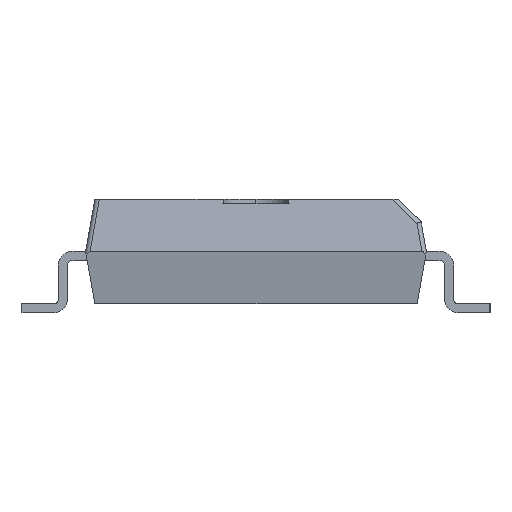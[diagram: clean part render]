
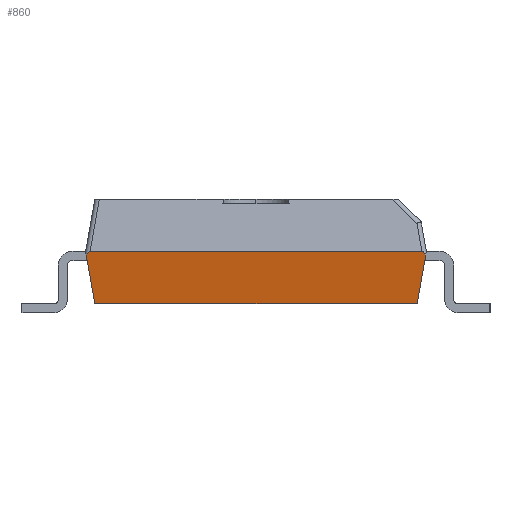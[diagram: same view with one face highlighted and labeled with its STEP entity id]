
A CAD part, left-side view. The second image highlights one B-rep face of the part: STEP entity #860.
In plain terms, the highlighted planar face has unit normal (-0.985, 0, -0.174).
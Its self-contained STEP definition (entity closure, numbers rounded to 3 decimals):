
#312 =( BOUNDED_CURVE ( )  B_SPLINE_CURVE ( 3, ( #19612, #21231, #8618, #1163 ),
 .UNSPECIFIED., .F., .F. ) 
 B_SPLINE_CURVE_WITH_KNOTS ( ( 4, 4 ),
 ( 3.204, 3.974 ),
 .UNSPECIFIED. ) 
 CURVE ( )  GEOMETRIC_REPRESENTATION_ITEM ( )  RATIONAL_B_SPLINE_CURVE ( ( 1., 0.951, 0.951, 1. ) ) 
 REPRESENTATION_ITEM ( '' )  );
#727 = EDGE_LOOP ( 'NONE', ( #2954, #11274, #18584, #11138, #11818, #18757 ) ) ;
#860 = ADVANCED_FACE ( 'NONE', ( #23222 ), #10608, .T. ) ;
#1036 = EDGE_CURVE ( 'NONE', #14827, #13008, #312, .T. ) ;
#1163 = CARTESIAN_POINT ( 'NONE',  ( -6.386, 3.736, -0.081 ) ) ;
#1271 = LINE ( 'NONE', #23801, #8396 ) ;
#1504 = VECTOR ( 'NONE', #13438, 1000. ) ;
#1967 = LINE ( 'NONE', #15135, #1504 ) ;
#2954 = ORIENTED_EDGE ( 'NONE', *, *, #4946, .T. ) ;
#3180 = CARTESIAN_POINT ( 'NONE',  ( -6.4, -3.652, 0. ) ) ;
#3441 = VERTEX_POINT ( 'NONE', #6390 ) ;
#3564 = CARTESIAN_POINT ( 'NONE',  ( -6.4, -3.652, 0. ) ) ;
#4946 = EDGE_CURVE ( 'NONE', #15768, #3441, #1271, .T. ) ;
#5777 = CARTESIAN_POINT ( 'NONE',  ( -6.4, 3.652, 0. ) ) ;
#5966 = EDGE_CURVE ( 'NONE', #3441, #17990, #9376, .T. ) ;
#6390 = CARTESIAN_POINT ( 'NONE',  ( -6.386, -3.736, -0.081 ) ) ;
#6513 = DIRECTION ( 'NONE',  ( -0.171, -0.171, 0.97 ) ) ;
#6654 = EDGE_CURVE ( 'NONE', #14827, #17990, #1967, .T. ) ;
#6840 = CARTESIAN_POINT ( 'NONE',  ( -6.197, -3.547, -1.15 ) ) ;
#7900 = LINE ( 'NONE', #17039, #20846 ) ;
#8396 = VECTOR ( 'NONE', #6513, 1000. ) ;
#8618 = CARTESIAN_POINT ( 'NONE',  ( -6.395, 3.708, -0.028 ) ) ;
#9376 =( BOUNDED_CURVE ( )  B_SPLINE_CURVE ( 3, ( #16570, #14746, #16201, #3180 ),
 .UNSPECIFIED., .F., .F. ) 
 B_SPLINE_CURVE_WITH_KNOTS ( ( 4, 4 ),
 ( 2.309, 3.079 ),
 .UNSPECIFIED. ) 
 CURVE ( )  GEOMETRIC_REPRESENTATION_ITEM ( )  RATIONAL_B_SPLINE_CURVE ( ( 1., 0.951, 0.951, 1. ) ) 
 REPRESENTATION_ITEM ( '' )  );
#9617 = DIRECTION ( 'NONE',  ( -0.171, 0.171, 0.97 ) ) ;
#10238 = DIRECTION ( 'NONE',  ( 0., -1., 0. ) ) ;
#10608 = PLANE ( 'NONE',  #18453 ) ;
#11138 = ORIENTED_EDGE ( 'NONE', *, *, #1036, .T. ) ;
#11274 = ORIENTED_EDGE ( 'NONE', *, *, #5966, .T. ) ;
#11818 = ORIENTED_EDGE ( 'NONE', *, *, #21274, .F. ) ;
#11854 = CARTESIAN_POINT ( 'NONE',  ( -6.197, 3.547, -1.15 ) ) ;
#12440 = CARTESIAN_POINT ( 'NONE',  ( -6.197, 0., -1.15 ) ) ;
#12623 = EDGE_CURVE ( 'NONE', #17044, #15768, #18015, .T. ) ;
#13008 = VERTEX_POINT ( 'NONE', #15493 ) ;
#13438 = DIRECTION ( 'NONE',  ( 0., -1., 0. ) ) ;
#14746 = CARTESIAN_POINT ( 'NONE',  ( -6.395, -3.708, -0.028 ) ) ;
#14827 = VERTEX_POINT ( 'NONE', #5777 ) ;
#15135 = CARTESIAN_POINT ( 'NONE',  ( -6.4, 3.75, 0. ) ) ;
#15493 = CARTESIAN_POINT ( 'NONE',  ( -6.386, 3.736, -0.081 ) ) ;
#15586 = DIRECTION ( 'NONE',  ( -0.985, 0., -0.174 ) ) ;
#15768 = VERTEX_POINT ( 'NONE', #6840 ) ;
#15947 = CARTESIAN_POINT ( 'NONE',  ( -6.4, 3.75, 0. ) ) ;
#16201 = CARTESIAN_POINT ( 'NONE',  ( -6.4, -3.678, 0. ) ) ;
#16570 = CARTESIAN_POINT ( 'NONE',  ( -6.386, -3.736, -0.081 ) ) ;
#17039 = CARTESIAN_POINT ( 'NONE',  ( -6.4, 3.75, 0. ) ) ;
#17044 = VERTEX_POINT ( 'NONE', #11854 ) ;
#17542 = DIRECTION ( 'NONE',  ( -0.174, 0., 0.985 ) ) ;
#17990 = VERTEX_POINT ( 'NONE', #3564 ) ;
#18015 = LINE ( 'NONE', #12440, #19858 ) ;
#18453 = AXIS2_PLACEMENT_3D ( 'NONE', #15947, #15586, #17542 ) ;
#18584 = ORIENTED_EDGE ( 'NONE', *, *, #6654, .F. ) ;
#18757 = ORIENTED_EDGE ( 'NONE', *, *, #12623, .T. ) ;
#19612 = CARTESIAN_POINT ( 'NONE',  ( -6.4, 3.652, 0. ) ) ;
#19858 = VECTOR ( 'NONE', #10238, 1000. ) ;
#20846 = VECTOR ( 'NONE', #9617, 1000. ) ;
#21231 = CARTESIAN_POINT ( 'NONE',  ( -6.4, 3.678, 0. ) ) ;
#21274 = EDGE_CURVE ( 'NONE', #17044, #13008, #7900, .T. ) ;
#23222 = FACE_OUTER_BOUND ( 'NONE', #727, .T. ) ;
#23801 = CARTESIAN_POINT ( 'NONE',  ( -6.18, -3.53, -1.245 ) ) ;
